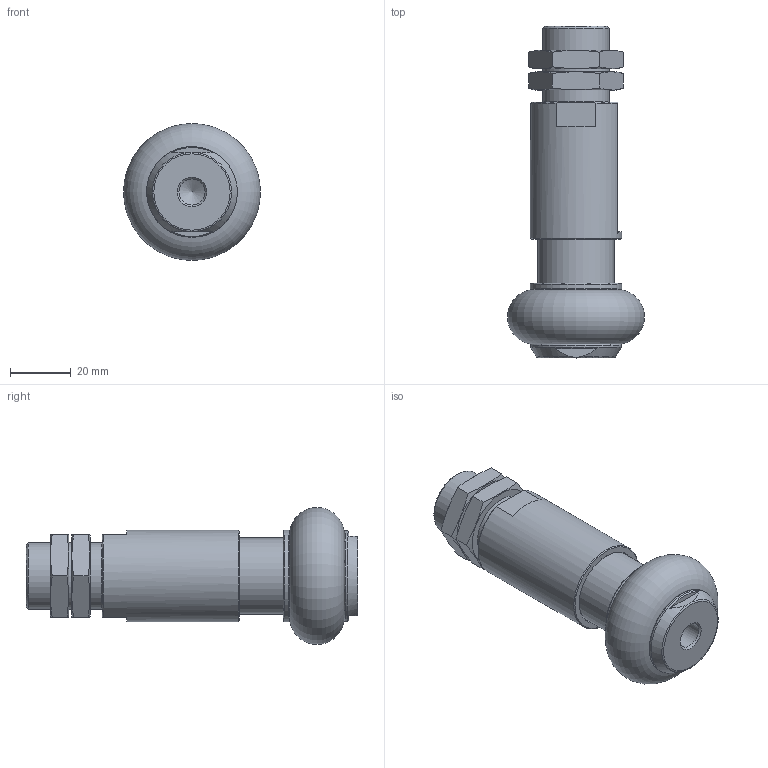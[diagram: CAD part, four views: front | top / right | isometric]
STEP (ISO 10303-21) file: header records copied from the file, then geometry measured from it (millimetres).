
FILE_DESCRIPTION(/* description */ ('STEP AP214'),/* implementation_level */ '2;1');
FILE_NAME(/* name */ '1320761_DHEB-33-E-D-S-L',/* time_stamp */ '2024-08-19T16:49:45+02:00',/* author */ ('License CC BY-ND 4.0'),/* organization */ ('CADENAS'),/* preprocessor_version */ 'ST-DEVELOPER v19.3',/* originating_system */ 'PARTsolutions',/* authorisation */ ' ');
FILE_SCHEMA (('AUTOMOTIVE_DESIGN {1 0 10303 214 3 1 1}'));
Length unit declared in the file: millimetre
Products named in the file (5): 1320761 DHEB-33-E-D-S-L---(AUS); 1326471 DHEB-33-E-D-S-L; 1326530 DHEB-33-E-D-S-L---(AUS); 1448939 DHAS-GB-B14-33-E---(MOD-AUS-D); 337143 VAL-1/8-10 M22X1.5-6-27
Assembly tree (5 placements, depth 2):
  1320761 DHEB-33-E-D-S-L---(AUS)
    1326471 DHEB-33-E-D-S-L
    1326530 DHEB-33-E-D-S-L---(AUS)
    1448939 DHAS-GB-B14-33-E---(MOD-AUS-D)
    337143 VAL-1/8-10 M22X1.5-6-27  x2
Bounding box: 45 x 109 x 45 mm (x, y, z)
Volume: 71450.1 mm3; surface area: 29030.9 mm2
Topology: 5 solids, 5 shells, 89 faces, 193 edges, 122 vertices
Faces by surface type: plane 41, cone 23, cylinder 18, torus 7
Full cylindrical faces by diameter (mm): 2.013 x1, 4.6 x1, 8.566 x2, 10 x2, 15 x3, 17 x1, 20.376 x2, 22 x1, 25 x2, 29.8 x1, 30 x2
Entity records: 1962 total; most frequent: CARTESIAN_POINT 379, DIRECTION 319, ORIENTED_EDGE 224, AXIS2_PLACEMENT_3D 149, FACE_BOUND 133, EDGE_LOOP 130, EDGE_CURVE 112, VERTEX_POINT 95
